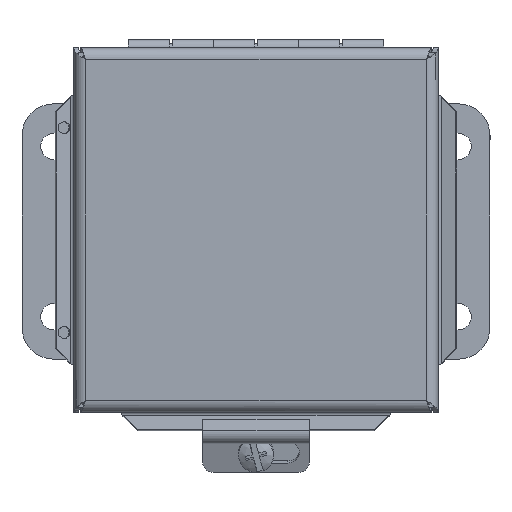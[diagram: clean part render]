
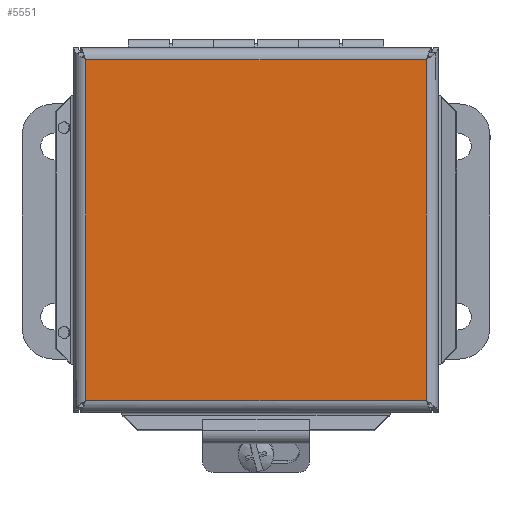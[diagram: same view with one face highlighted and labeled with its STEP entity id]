
A CAD part, top view. The second image highlights one B-rep face of the part: STEP entity #5551.
In plain terms, the highlighted planar face has unit normal (0, 0, 1).
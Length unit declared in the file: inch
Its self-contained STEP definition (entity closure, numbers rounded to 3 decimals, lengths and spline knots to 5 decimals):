
#543=FACE_OUTER_BOUND('',#865,.T.);
#865=EDGE_LOOP('',(#4023,#4024,#4025,#4026));
#1175=LINE('',#8215,#1746);
#1215=LINE('',#8483,#1786);
#1318=LINE('',#8883,#1889);
#1319=LINE('',#8885,#1890);
#1746=VECTOR('',#6516,0.3937);
#1786=VECTOR('',#6580,0.3937);
#1889=VECTOR('',#6851,0.3937);
#1890=VECTOR('',#6854,0.3937);
#2252=VERTEX_POINT('',#7936);
#2283=VERTEX_POINT('',#8084);
#2311=VERTEX_POINT('',#8214);
#2331=VERTEX_POINT('',#8396);
#2799=EDGE_CURVE('',#2311,#2283,#1175,.T.);
#2850=EDGE_CURVE('',#2252,#2331,#1215,.T.);
#2983=EDGE_CURVE('',#2283,#2252,#1318,.T.);
#2984=EDGE_CURVE('',#2331,#2311,#1319,.T.);
#4023=ORIENTED_EDGE('',*,*,#2983,.T.);
#4024=ORIENTED_EDGE('',*,*,#2850,.T.);
#4025=ORIENTED_EDGE('',*,*,#2984,.T.);
#4026=ORIENTED_EDGE('',*,*,#2799,.T.);
#5061=PLANE('',#6080);
#5551=ADVANCED_FACE('',(#543),#5061,.T.);
#6080=AXIS2_PLACEMENT_3D('',#8886,#6855,#6856);
#6516=DIRECTION('',(0.,-1.,0.));
#6580=DIRECTION('',(0.,1.,0.));
#6851=DIRECTION('',(1.,0.,0.));
#6854=DIRECTION('',(-1.,0.,0.));
#6855=DIRECTION('center_axis',(0.,0.,1.));
#6856=DIRECTION('ref_axis',(1.,0.,0.));
#7936=CARTESIAN_POINT('',(2.0035,-2.0035,0.059));
#8084=CARTESIAN_POINT('',(-2.0035,-2.0035,0.059));
#8214=CARTESIAN_POINT('',(-2.0035,2.0035,0.059));
#8215=CARTESIAN_POINT('',(-2.0035,1.00175,0.059));
#8396=CARTESIAN_POINT('',(2.0035,2.0035,0.059));
#8483=CARTESIAN_POINT('',(2.0035,-1.00175,0.059));
#8883=CARTESIAN_POINT('',(-1.00175,-2.0035,0.059));
#8885=CARTESIAN_POINT('',(1.00175,2.0035,0.059));
#8886=CARTESIAN_POINT('Origin',(0.,0.,0.059));
